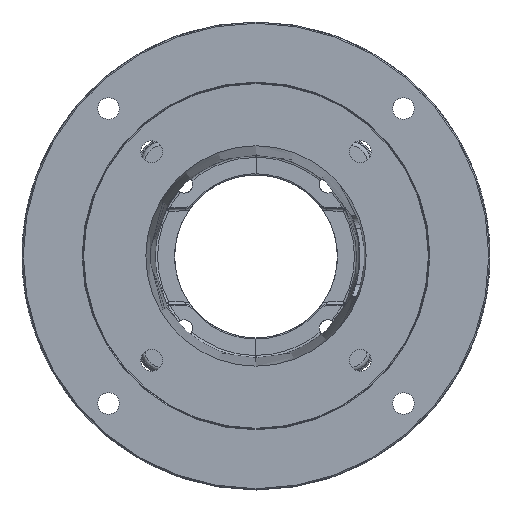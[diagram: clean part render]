
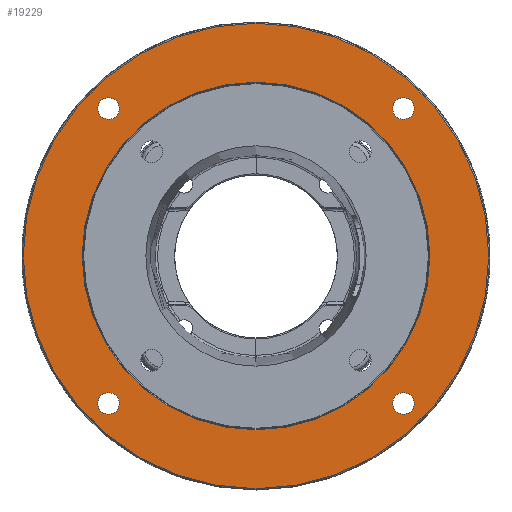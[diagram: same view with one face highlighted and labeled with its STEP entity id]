
A CAD part, top view. The second image highlights one B-rep face of the part: STEP entity #19229.
In plain terms, the highlighted planar face has unit normal (0, 0, 1).
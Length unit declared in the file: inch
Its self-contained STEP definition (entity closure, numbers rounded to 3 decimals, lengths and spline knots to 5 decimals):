
#35=CARTESIAN_POINT('',(0.,0.,-0.08));
#36=DIRECTION('',(0.,0.,1.));
#37=DIRECTION('',(0.,1.,0.));
#38=AXIS2_PLACEMENT_3D('',#35,#36,#37);
#44=CARTESIAN_POINT('',(0.,0.,-0.08));
#45=DIRECTION('',(0.,0.,-1.));
#46=DIRECTION('',(0.,1.,0.));
#47=AXIS2_PLACEMENT_3D('',#44,#45,#46);
#3954=CARTESIAN_POINT('',(-3.62392,3.62392,-0.08));
#3955=DIRECTION('',(0.,0.,-1.));
#3956=DIRECTION('',(-0.707,0.707,0.));
#3957=AXIS2_PLACEMENT_3D('',#3954,#3955,#3956);
#3959=CARTESIAN_POINT('',(-3.62392,3.62392,-0.08));
#3960=DIRECTION('',(0.,0.,-1.));
#3961=DIRECTION('',(0.707,-0.707,0.));
#3962=AXIS2_PLACEMENT_3D('',#3959,#3960,#3961);
#3964=CARTESIAN_POINT('',(-3.62392,-3.62392,-0.08));
#3965=DIRECTION('',(0.,0.,-1.));
#3966=DIRECTION('',(-0.707,-0.707,0.));
#3967=AXIS2_PLACEMENT_3D('',#3964,#3965,#3966);
#3969=CARTESIAN_POINT('',(-3.62392,-3.62392,-0.08));
#3970=DIRECTION('',(0.,0.,-1.));
#3971=DIRECTION('',(0.707,0.707,0.));
#3972=AXIS2_PLACEMENT_3D('',#3969,#3970,#3971);
#3974=CARTESIAN_POINT('',(3.62392,-3.62392,-0.08));
#3975=DIRECTION('',(0.,0.,-1.));
#3976=DIRECTION('',(0.707,-0.707,0.));
#3977=AXIS2_PLACEMENT_3D('',#3974,#3975,#3976);
#3979=CARTESIAN_POINT('',(3.62392,-3.62392,-0.08));
#3980=DIRECTION('',(0.,0.,-1.));
#3981=DIRECTION('',(-0.707,0.707,0.));
#3982=AXIS2_PLACEMENT_3D('',#3979,#3980,#3981);
#3984=CARTESIAN_POINT('',(3.62392,3.62392,-0.08));
#3985=DIRECTION('',(0.,0.,-1.));
#3986=DIRECTION('',(0.707,0.707,0.));
#3987=AXIS2_PLACEMENT_3D('',#3984,#3985,#3986);
#3989=CARTESIAN_POINT('',(3.62392,3.62392,-0.08));
#3990=DIRECTION('',(0.,0.,-1.));
#3991=DIRECTION('',(-0.707,-0.707,0.));
#3992=AXIS2_PLACEMENT_3D('',#3989,#3990,#3991);
#3994=CARTESIAN_POINT('',(0.,0.,-0.08));
#3995=DIRECTION('',(0.,0.,1.));
#3996=DIRECTION('',(0.,1.,0.));
#3997=AXIS2_PLACEMENT_3D('',#3994,#3995,#3996);
#3999=CARTESIAN_POINT('',(0.,0.,-0.08));
#4000=DIRECTION('',(0.,0.,1.));
#4001=DIRECTION('',(0.,-1.,0.));
#4002=AXIS2_PLACEMENT_3D('',#3999,#4000,#4001);
#12235=CARTESIAN_POINT('',(0.,5.72,-0.08));
#12236=CARTESIAN_POINT('',(0.,-5.72,-0.08));
#12237=VERTEX_POINT('',#12235);
#12238=VERTEX_POINT('',#12236);
#12259=CARTESIAN_POINT('',(-3.81131,3.81131,-0.08));
#12260=CARTESIAN_POINT('',(-3.43654,3.43654,-0.08));
#12261=VERTEX_POINT('',#12259);
#12262=VERTEX_POINT('',#12260);
#12303=CARTESIAN_POINT('',(-3.81131,-3.81131,-0.08));
#12304=CARTESIAN_POINT('',(-3.43654,-3.43654,-0.08));
#12305=VERTEX_POINT('',#12303);
#12306=VERTEX_POINT('',#12304);
#12311=CARTESIAN_POINT('',(3.81131,-3.81131,-0.08));
#12312=CARTESIAN_POINT('',(3.43654,-3.43654,-0.08));
#12313=VERTEX_POINT('',#12311);
#12314=VERTEX_POINT('',#12312);
#12319=CARTESIAN_POINT('',(3.81131,3.81131,-0.08));
#12320=CARTESIAN_POINT('',(3.43654,3.43654,-0.08));
#12321=VERTEX_POINT('',#12319);
#12322=VERTEX_POINT('',#12320);
#12339=CARTESIAN_POINT('',(0.,4.271,-0.08));
#12340=CARTESIAN_POINT('',(0.,-4.271,-0.08));
#12341=VERTEX_POINT('',#12339);
#12342=VERTEX_POINT('',#12340);
#19191=CARTESIAN_POINT('',(0.,0.,-0.08));
#19192=DIRECTION('',(0.,0.,1.));
#19193=DIRECTION('',(0.,1.,0.));
#19194=AXIS2_PLACEMENT_3D('',#19191,#19192,#19193);
#19195=PLANE('',#19194);
#19196=ORIENTED_EDGE('',*,*,#12602,.T.);
#19197=ORIENTED_EDGE('',*,*,#12587,.F.);
#19198=EDGE_LOOP('',(#19196,#19197));
#19199=FACE_OUTER_BOUND('',#19198,.F.);
#19201=ORIENTED_EDGE('',*,*,#19200,.F.);
#19203=ORIENTED_EDGE('',*,*,#19202,.F.);
#19204=EDGE_LOOP('',(#19201,#19203));
#19205=FACE_BOUND('',#19204,.F.);
#19207=ORIENTED_EDGE('',*,*,#19206,.F.);
#19209=ORIENTED_EDGE('',*,*,#19208,.F.);
#19210=EDGE_LOOP('',(#19207,#19209));
#19211=FACE_BOUND('',#19210,.F.);
#19213=ORIENTED_EDGE('',*,*,#19212,.F.);
#19215=ORIENTED_EDGE('',*,*,#19214,.F.);
#19216=EDGE_LOOP('',(#19213,#19215));
#19217=FACE_BOUND('',#19216,.F.);
#19219=ORIENTED_EDGE('',*,*,#19218,.F.);
#19221=ORIENTED_EDGE('',*,*,#19220,.F.);
#19222=EDGE_LOOP('',(#19219,#19221));
#19223=FACE_BOUND('',#19222,.F.);
#19225=ORIENTED_EDGE('',*,*,#19224,.T.);
#19226=ORIENTED_EDGE('',*,*,#19181,.T.);
#19227=EDGE_LOOP('',(#19225,#19226));
#19228=FACE_BOUND('',#19227,.F.);
#19229=ADVANCED_FACE('',(#19199,#19205,#19211,#19217,#19223,#19228),#19195,.T.);
#39=CIRCLE('',#38,5.72);
#48=CIRCLE('',#47,5.72);
#3958=CIRCLE('',#3957,0.265);
#3963=CIRCLE('',#3962,0.265);
#3968=CIRCLE('',#3967,0.265);
#3973=CIRCLE('',#3972,0.265);
#3978=CIRCLE('',#3977,0.265);
#3983=CIRCLE('',#3982,0.265);
#3988=CIRCLE('',#3987,0.265);
#3993=CIRCLE('',#3992,0.265);
#3998=CIRCLE('',#3997,4.271);
#4003=CIRCLE('',#4002,4.271);
#12587=EDGE_CURVE('',#12237,#12238,#39,.T.);
#12602=EDGE_CURVE('',#12237,#12238,#48,.T.);
#19181=EDGE_CURVE('',#12342,#12341,#4003,.T.);
#19200=EDGE_CURVE('',#12261,#12262,#3958,.T.);
#19202=EDGE_CURVE('',#12262,#12261,#3963,.T.);
#19206=EDGE_CURVE('',#12305,#12306,#3968,.T.);
#19208=EDGE_CURVE('',#12306,#12305,#3973,.T.);
#19212=EDGE_CURVE('',#12313,#12314,#3978,.T.);
#19214=EDGE_CURVE('',#12314,#12313,#3983,.T.);
#19218=EDGE_CURVE('',#12321,#12322,#3988,.T.);
#19220=EDGE_CURVE('',#12322,#12321,#3993,.T.);
#19224=EDGE_CURVE('',#12341,#12342,#3998,.T.);
